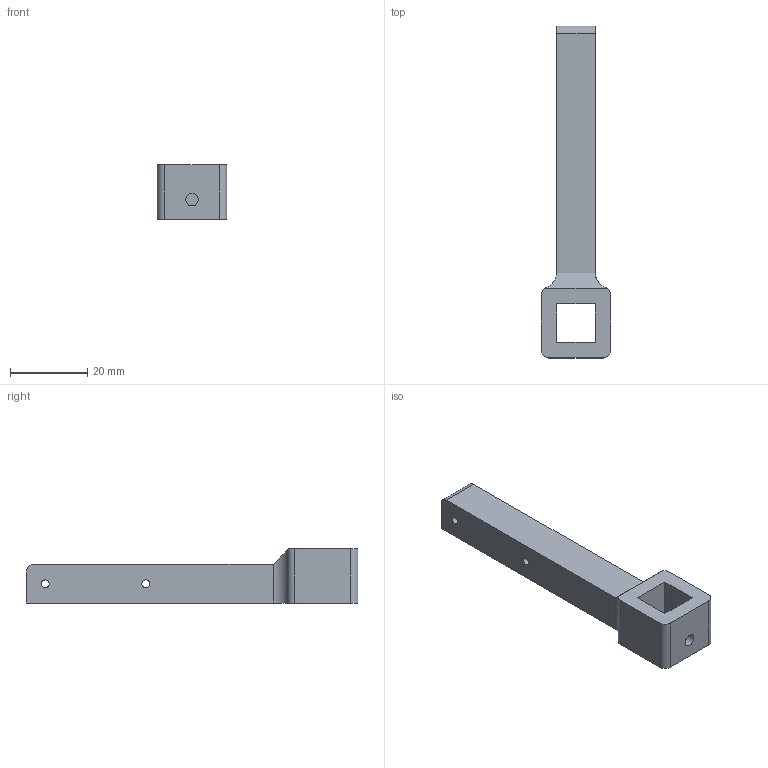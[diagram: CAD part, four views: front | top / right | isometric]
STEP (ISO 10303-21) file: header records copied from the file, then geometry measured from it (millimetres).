
FILE_DESCRIPTION((''),'2;1');
FILE_NAME('proteccionQuadCopter.stp','2015-07-16T10:31:53',('Startic'),(''),'Autodesk Inventor 2012','Autodesk Inventor 2012','');
FILE_SCHEMA(('AUTOMOTIVE_DESIGN { 1 0 10303 214 1 1 1 1 }'));
Length unit declared in the file: millimetre
Products named in the file (1): proteccionQuadCopter
Bounding box: 18 x 86 x 14 mm (x, y, z)
Volume: 9965.1 mm3; surface area: 4776.9 mm2
Topology: 1 solids, 1 shells, 24 faces, 82 edges, 78 vertices
Faces by surface type: plane 14, cylinder 10
Full cylindrical faces by diameter (mm): 2 x2, 3.2 x1
Entity records: 996 total; most frequent: CARTESIAN_POINT 164, DIRECTION 151, ORIENTED_EDGE 122, EDGE_CURVE 61, VECTOR 57, LINE 57, AXIS2_PLACEMENT_3D 47, VERTEX_POINT 42
